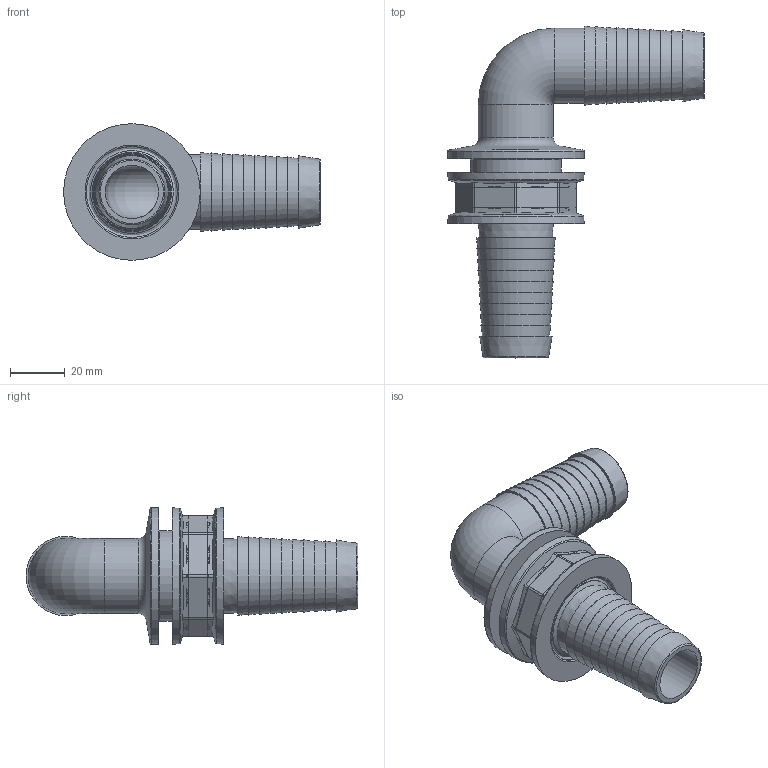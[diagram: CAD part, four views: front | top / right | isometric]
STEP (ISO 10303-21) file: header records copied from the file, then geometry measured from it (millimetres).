
FILE_DESCRIPTION( ( 'Unknown' ), '1' );
FILE_NAME( '118426.stp', 'Unknown', ( 'Unknown' ), ( 'Unknown' ), 'PSStep 13.0', 'Unknown', ' ' );
FILE_SCHEMA( ( 'AUTOMOTIVE_DESIGN { 1 0 10303 214 1 1 1 1 }' ) );
Length unit declared in the file: millimetre
Products named in the file (3): Assem1; 118426_010; 2052040
Bounding box: 94 x 121.5 x 50 mm (x, y, z)
Volume: 138688 mm3; surface area: 69368.4 mm2
Topology: 4 solids, 4 shells, 260 faces, 536 edges, 326 vertices
Faces by surface type: cylinder 82, plane 82, cone 58, torus 34, revolution 4
Full cylindrical faces by diameter (mm): 19.5 x4, 27.5 x4, 30.291 x2, 30.3 x2, 33.249 x2, 33.3 x2, 50 x2
Entity records: 4384 total; most frequent: CARTESIAN_POINT 793, DIRECTION 556, ORIENTED_EDGE 420, AXIS2_PLACEMENT_3D 253, EDGE_CURVE 210, EDGE_LOOP 201, VERTEX_POINT 151, FACE_OUTER_BOUND 147
